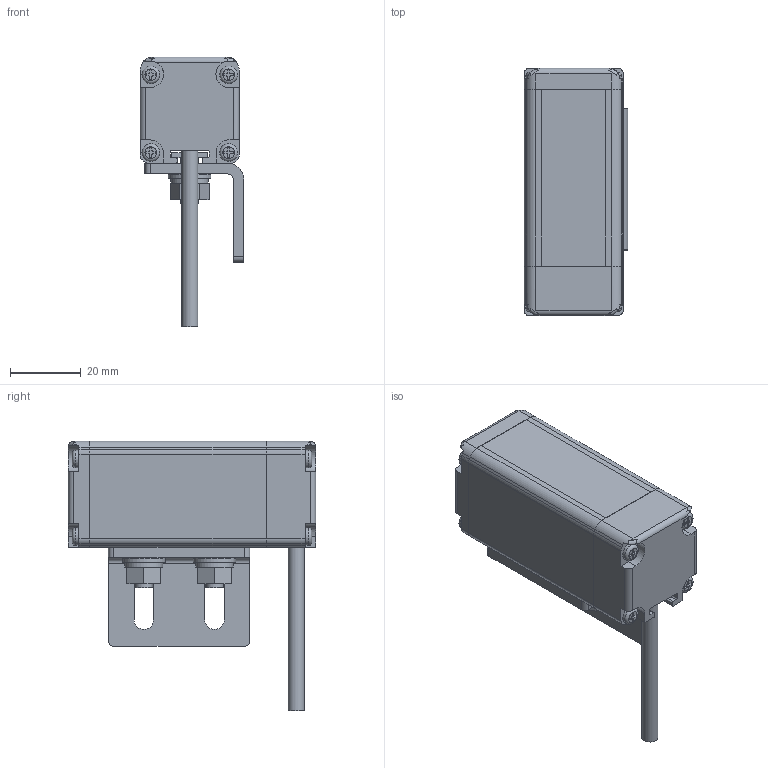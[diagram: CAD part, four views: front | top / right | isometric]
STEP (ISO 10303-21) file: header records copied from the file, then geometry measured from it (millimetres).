
FILE_DESCRIPTION(/* description */ (''),/* implementation_level */ '2;1');
FILE_NAME(/* name */ 'MICRON_M5_M5 TRX.stp',/* time_stamp */ '2021-11-09T11:41:46+01:00',/* author */ ('frigo'),/* organization */ (''),/* preprocessor_version */ 'ST-DEVELOPER v18.1',/* originating_system */ 'AutoCAD Mechanical',/* authorisation */ '');
FILE_SCHEMA (('AUTOMOTIVE_DESIGN { 1 0 10303 214 3 1 1 }'));
Length unit declared in the file: millimetre
Products named in the file (4): Product; 5580; AVE_RENDER; AVE_GLOBAL
Assembly tree (49 placements, depth 2):
  Product
    5580  x40
    AVE_RENDER  x8
    AVE_GLOBAL
Bounding box: 29.31 x 69.99 x 76.3 mm (x, y, z)
Volume: 37673.5 mm3; surface area: 31274.7 mm2
Topology: 21 solids, 21 shells, 595 faces, 1597 edges, 1062 vertices
Faces by surface type: plane 326, cylinder 261, torus 8
Full cylindrical faces by diameter (mm): 2.5 x8, 3 x8, 4.6 x1, 5 x14, 6.6 x2, 10.662 x2, 12.025 x2
Entity records: 19434 total; most frequent: CARTESIAN_POINT 3555, DIRECTION 3389, ORIENTED_EDGE 3194, EDGE_CURVE 1597, AXIS2_PLACEMENT_3D 1180, VERTEX_POINT 1062, LINE 1029, VECTOR 1029
